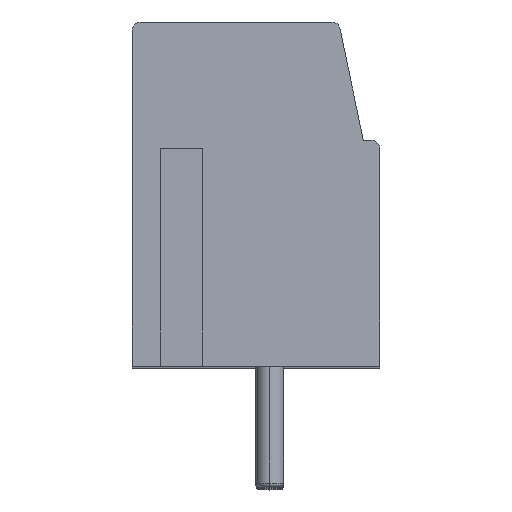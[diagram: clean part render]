
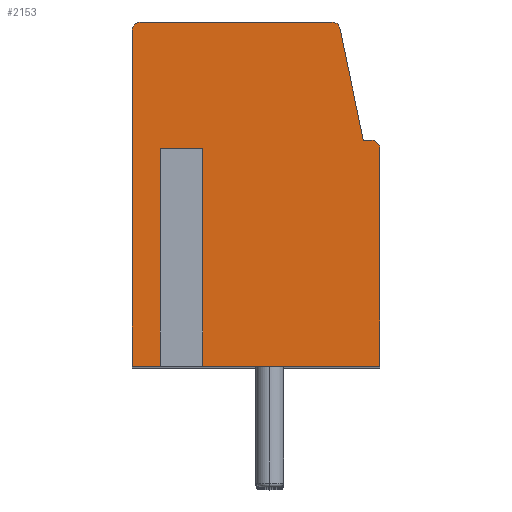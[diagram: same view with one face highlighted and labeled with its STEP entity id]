
A CAD part, top view. The second image highlights one B-rep face of the part: STEP entity #2153.
In plain terms, the highlighted planar face has unit normal (0, 0, 1).
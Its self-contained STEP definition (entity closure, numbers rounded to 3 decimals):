
#20 = EDGE_CURVE ( 'NONE', #3206, #1519, #246, .T. ) ;
#107 = PLANE ( 'NONE',  #2451 ) ;
#163 = VERTEX_POINT ( 'NONE', #3712 ) ;
#246 = CIRCLE ( 'NONE', #1567, 0.3 ) ;
#304 = LINE ( 'NONE', #2484, #3126 ) ;
#399 = CARTESIAN_POINT ( 'NONE',  ( 8.7, 8.2, 22.5 ) ) ;
#587 = VECTOR ( 'NONE', #2343, 1000. ) ;
#603 = CARTESIAN_POINT ( 'NONE',  ( 0.3, 12.2, 22.5 ) ) ;
#615 = CARTESIAN_POINT ( 'NONE',  ( 9., 0., 22.5 ) ) ;
#621 = LINE ( 'NONE', #5357, #3342 ) ;
#725 = VERTEX_POINT ( 'NONE', #2998 ) ;
#802 = DIRECTION ( 'NONE',  ( -1., 0., 0. ) ) ;
#824 = CARTESIAN_POINT ( 'NONE',  ( 9., 0., 22.5 ) ) ;
#945 = LINE ( 'NONE', #3078, #4797 ) ;
#999 = EDGE_CURVE ( 'NONE', #4269, #2389, #4845, .T. ) ;
#1105 = DIRECTION ( 'NONE',  ( 1., 0., 0. ) ) ;
#1170 = DIRECTION ( 'NONE',  ( -1., 0., 0. ) ) ;
#1519 = VERTEX_POINT ( 'NONE', #6811 ) ;
#1522 = EDGE_CURVE ( 'NONE', #1679, #2389, #2197, .T. ) ;
#1567 = AXIS2_PLACEMENT_3D ( 'NONE', #4667, #6672, #4051 ) ;
#1600 = CARTESIAN_POINT ( 'NONE',  ( 9., 7.9, 22.5 ) ) ;
#1658 = VECTOR ( 'NONE', #4141, 1000. ) ;
#1679 = VERTEX_POINT ( 'NONE', #3526 ) ;
#1767 = EDGE_CURVE ( 'NONE', #163, #4119, #6699, .T. ) ;
#1914 = VECTOR ( 'NONE', #2096, 1000. ) ;
#1977 = ORIENTED_EDGE ( 'NONE', *, *, #20, .T. ) ;
#1985 = DIRECTION ( 'NONE',  ( -1., 0., 0. ) ) ;
#2013 = VECTOR ( 'NONE', #5476, 1000. ) ;
#2049 = CARTESIAN_POINT ( 'NONE',  ( 7.55, 12.261, 22.5 ) ) ;
#2051 = CARTESIAN_POINT ( 'NONE',  ( 2.15, 7.9, 22.5 ) ) ;
#2096 = DIRECTION ( 'NONE',  ( 1., 0., 0. ) ) ;
#2140 = VECTOR ( 'NONE', #2671, 1000. ) ;
#2153 = ADVANCED_FACE ( 'NONE', ( #2660 ), #107, .F. ) ;
#2197 = LINE ( 'NONE', #4290, #1914 ) ;
#2204 = ORIENTED_EDGE ( 'NONE', *, *, #5738, .F. ) ;
#2252 = VERTEX_POINT ( 'NONE', #5746 ) ;
#2286 = ORIENTED_EDGE ( 'NONE', *, *, #4282, .F. ) ;
#2336 = ORIENTED_EDGE ( 'NONE', *, *, #2470, .F. ) ;
#2343 = DIRECTION ( 'NONE',  ( 0., -1., 0. ) ) ;
#2389 = VERTEX_POINT ( 'NONE', #399 ) ;
#2451 = AXIS2_PLACEMENT_3D ( 'NONE', #3297, #3070, #1170 ) ;
#2470 = EDGE_CURVE ( 'NONE', #2252, #1519, #621, .T. ) ;
#2484 = CARTESIAN_POINT ( 'NONE',  ( 0., 8.2, 22.5 ) ) ;
#2582 = LINE ( 'NONE', #2791, #587 ) ;
#2660 = FACE_OUTER_BOUND ( 'NONE', #3300, .T. ) ;
#2671 = DIRECTION ( 'NONE',  ( 0.205, -0.979, 0. ) ) ;
#2706 = DIRECTION ( 'NONE',  ( -1., 0., 0. ) ) ;
#2723 = LINE ( 'NONE', #3286, #2013 ) ;
#2791 = CARTESIAN_POINT ( 'NONE',  ( 1.45, 7.9, 22.5 ) ) ;
#2893 = EDGE_CURVE ( 'NONE', #3222, #725, #6362, .T. ) ;
#2998 = CARTESIAN_POINT ( 'NONE',  ( 2.15, 0., 22.5 ) ) ;
#3070 = DIRECTION ( 'NONE',  ( 0., 0., -1. ) ) ;
#3078 = CARTESIAN_POINT ( 'NONE',  ( 9., 8.2, 22.5 ) ) ;
#3126 = VECTOR ( 'NONE', #4586, 1000. ) ;
#3206 = VERTEX_POINT ( 'NONE', #2049 ) ;
#3222 = VERTEX_POINT ( 'NONE', #4562 ) ;
#3256 = VERTEX_POINT ( 'NONE', #6662 ) ;
#3286 = CARTESIAN_POINT ( 'NONE',  ( 2.15, 7.9, 22.5 ) ) ;
#3297 = CARTESIAN_POINT ( 'NONE',  ( 9., 8.2, 22.5 ) ) ;
#3300 = EDGE_LOOP ( 'NONE', ( #5120, #3638, #2204, #4873, #4068, #2286, #1977, #2336, #5736, #5962, #5668, #6759, #5046 ) ) ;
#3342 = VECTOR ( 'NONE', #1105, 1000. ) ;
#3526 = CARTESIAN_POINT ( 'NONE',  ( 8.4, 8.2, 22.5 ) ) ;
#3534 = CARTESIAN_POINT ( 'NONE',  ( 8.425, 8.08, 22.5 ) ) ;
#3546 = CARTESIAN_POINT ( 'NONE',  ( 1.45, 7.9, 22.5 ) ) ;
#3638 = ORIENTED_EDGE ( 'NONE', *, *, #2893, .F. ) ;
#3712 = CARTESIAN_POINT ( 'NONE',  ( 1.45, 0., 22.5 ) ) ;
#3802 = CARTESIAN_POINT ( 'NONE',  ( 0., 12.2, 22.5 ) ) ;
#3874 = EDGE_CURVE ( 'NONE', #3256, #725, #4653, .T. ) ;
#3890 = VERTEX_POINT ( 'NONE', #3802 ) ;
#3956 = VERTEX_POINT ( 'NONE', #3546 ) ;
#3979 = AXIS2_PLACEMENT_3D ( 'NONE', #6547, #6022, #802 ) ;
#4051 = DIRECTION ( 'NONE',  ( -1., 0., 0. ) ) ;
#4068 = ORIENTED_EDGE ( 'NONE', *, *, #1522, .F. ) ;
#4119 = VERTEX_POINT ( 'NONE', #4788 ) ;
#4141 = DIRECTION ( 'NONE',  ( 0., -1., 0. ) ) ;
#4181 = LINE ( 'NONE', #3534, #2140 ) ;
#4269 = VERTEX_POINT ( 'NONE', #1600 ) ;
#4282 = EDGE_CURVE ( 'NONE', #3206, #1679, #4181, .T. ) ;
#4290 = CARTESIAN_POINT ( 'NONE',  ( 9., 8.2, 22.5 ) ) ;
#4440 = AXIS2_PLACEMENT_3D ( 'NONE', #603, #4830, #6454 ) ;
#4562 = CARTESIAN_POINT ( 'NONE',  ( 9., 0., 22.5 ) ) ;
#4586 = DIRECTION ( 'NONE',  ( 0., 1., 0. ) ) ;
#4653 = LINE ( 'NONE', #2051, #1658 ) ;
#4667 = CARTESIAN_POINT ( 'NONE',  ( 7.256, 12.2, 22.5 ) ) ;
#4762 = CIRCLE ( 'NONE', #4440, 0.3 ) ;
#4788 = CARTESIAN_POINT ( 'NONE',  ( 0., 0., 22.5 ) ) ;
#4797 = VECTOR ( 'NONE', #5207, 1000. ) ;
#4830 = DIRECTION ( 'NONE',  ( 0., 0., 1. ) ) ;
#4845 = CIRCLE ( 'NONE', #3979, 0.3 ) ;
#4873 = ORIENTED_EDGE ( 'NONE', *, *, #999, .T. ) ;
#4883 = EDGE_CURVE ( 'NONE', #3256, #3956, #2723, .T. ) ;
#4957 = EDGE_CURVE ( 'NONE', #2252, #3890, #4762, .T. ) ;
#5046 = ORIENTED_EDGE ( 'NONE', *, *, #4883, .F. ) ;
#5070 = EDGE_CURVE ( 'NONE', #4119, #3890, #304, .T. ) ;
#5120 = ORIENTED_EDGE ( 'NONE', *, *, #3874, .T. ) ;
#5207 = DIRECTION ( 'NONE',  ( 0., -1., 0. ) ) ;
#5235 = EDGE_CURVE ( 'NONE', #3956, #163, #2582, .T. ) ;
#5357 = CARTESIAN_POINT ( 'NONE',  ( 9., 12.5, 22.5 ) ) ;
#5476 = DIRECTION ( 'NONE',  ( -1., 0., 0. ) ) ;
#5530 = VECTOR ( 'NONE', #1985, 1000. ) ;
#5668 = ORIENTED_EDGE ( 'NONE', *, *, #1767, .F. ) ;
#5695 = VECTOR ( 'NONE', #2706, 1000. ) ;
#5736 = ORIENTED_EDGE ( 'NONE', *, *, #4957, .T. ) ;
#5738 = EDGE_CURVE ( 'NONE', #4269, #3222, #945, .T. ) ;
#5746 = CARTESIAN_POINT ( 'NONE',  ( 0.3, 12.5, 22.5 ) ) ;
#5962 = ORIENTED_EDGE ( 'NONE', *, *, #5070, .F. ) ;
#6022 = DIRECTION ( 'NONE',  ( 0., 0., 1. ) ) ;
#6362 = LINE ( 'NONE', #615, #5695 ) ;
#6454 = DIRECTION ( 'NONE',  ( -1., 0., 0. ) ) ;
#6547 = CARTESIAN_POINT ( 'NONE',  ( 8.7, 7.9, 22.5 ) ) ;
#6662 = CARTESIAN_POINT ( 'NONE',  ( 2.15, 7.9, 22.5 ) ) ;
#6672 = DIRECTION ( 'NONE',  ( 0., 0., 1. ) ) ;
#6699 = LINE ( 'NONE', #824, #5530 ) ;
#6759 = ORIENTED_EDGE ( 'NONE', *, *, #5235, .F. ) ;
#6811 = CARTESIAN_POINT ( 'NONE',  ( 7.256, 12.5, 22.5 ) ) ;
